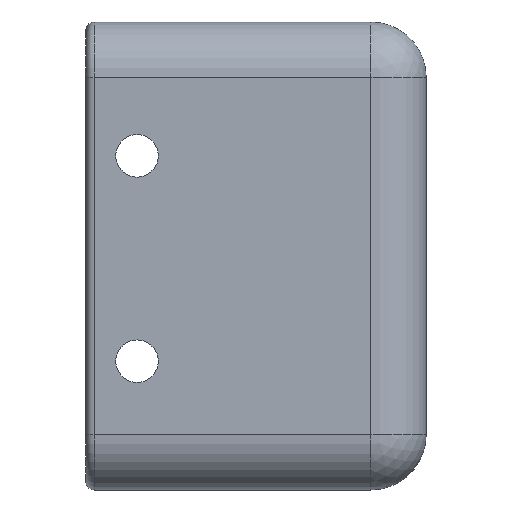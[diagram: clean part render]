
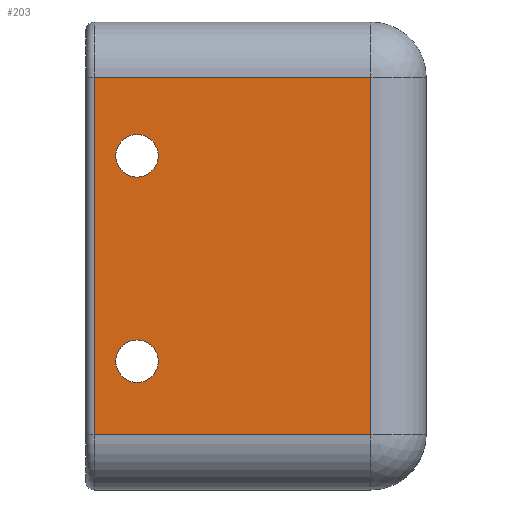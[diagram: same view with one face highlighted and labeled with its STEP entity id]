
A CAD part, left-side view. The second image highlights one B-rep face of the part: STEP entity #203.
In plain terms, the highlighted planar face has unit normal (-1, 0, 0).
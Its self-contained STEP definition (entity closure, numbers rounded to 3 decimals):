
#133 = CYLINDRICAL_SURFACE('',#134,2.5);
#134 = AXIS2_PLACEMENT_3D('',#135,#136,#137);
#135 = CARTESIAN_POINT('',(-58.985,33.983,
    -12.371));
#136 = DIRECTION('',(1.,0.,0.));
#137 = DIRECTION('',(0.,0.,-1.));
#149 = VERTEX_POINT('',#150);
#150 = CARTESIAN_POINT('',(-17.5,33.983,-9.871));
#171 = EDGE_CURVE('',#149,#149,#172,.T.);
#172 = SURFACE_CURVE('',#173,(#178,#185),.PCURVE_S1.);
#173 = CIRCLE('',#174,2.5);
#174 = AXIS2_PLACEMENT_3D('',#175,#176,#177);
#175 = CARTESIAN_POINT('',(-17.5,33.983,-12.371));
#176 = DIRECTION('',(1.,0.,0.));
#177 = DIRECTION('',(0.,0.,-1.));
#178 = PCURVE('',#133,#179);
#179 = DEFINITIONAL_REPRESENTATION('',(#180),#184);
#180 = LINE('',#181,#182);
#181 = CARTESIAN_POINT('',(0.,41.485));
#182 = VECTOR('',#183,1.);
#183 = DIRECTION('',(1.,0.));
#184 = ( GEOMETRIC_REPRESENTATION_CONTEXT(2) 
PARAMETRIC_REPRESENTATION_CONTEXT() REPRESENTATION_CONTEXT('2D SPACE',''
  ) );
#185 = PCURVE('',#186,#191);
#186 = PLANE('',#187);
#187 = AXIS2_PLACEMENT_3D('',#188,#189,#190);
#188 = CARTESIAN_POINT('',(-17.5,0.,-27.5));
#189 = DIRECTION('',(-1.,0.,0.));
#190 = DIRECTION('',(0.,0.,1.));
#191 = DEFINITIONAL_REPRESENTATION('',(#192),#200);
#192 = ( BOUNDED_CURVE() B_SPLINE_CURVE(2,(#193,#194,#195,#196,#197,#198
,#199),.UNSPECIFIED.,.T.,.F.) B_SPLINE_CURVE_WITH_KNOTS((1,2,2,2,2,1),(
    -2.094,0.,2.094,4.189,6.283,
8.378),.UNSPECIFIED.) CURVE() GEOMETRIC_REPRESENTATION_ITEM() 
RATIONAL_B_SPLINE_CURVE((1.,0.5,1.,0.5,1.,0.5,1.)) REPRESENTATION_ITEM(
  '') );
#193 = CARTESIAN_POINT('',(12.629,33.983));
#194 = CARTESIAN_POINT('',(12.629,38.314));
#195 = CARTESIAN_POINT('',(16.379,36.149));
#196 = CARTESIAN_POINT('',(20.129,33.983));
#197 = CARTESIAN_POINT('',(16.379,31.818));
#198 = CARTESIAN_POINT('',(12.629,29.653));
#199 = CARTESIAN_POINT('',(12.629,33.983));
#200 = ( GEOMETRIC_REPRESENTATION_CONTEXT(2) 
PARAMETRIC_REPRESENTATION_CONTEXT() REPRESENTATION_CONTEXT('2D SPACE',''
  ) );
#203 = ADVANCED_FACE('',(#204,#318,#353),#186,.T.);
#204 = FACE_BOUND('',#205,.T.);
#205 = EDGE_LOOP('',(#206,#236,#264,#292));
#206 = ORIENTED_EDGE('',*,*,#207,.F.);
#207 = EDGE_CURVE('',#208,#210,#212,.T.);
#208 = VERTEX_POINT('',#209);
#209 = CARTESIAN_POINT('',(-17.5,39.,-21.));
#210 = VERTEX_POINT('',#211);
#211 = CARTESIAN_POINT('',(-17.5,39.,21.));
#212 = SURFACE_CURVE('',#213,(#217,#224),.PCURVE_S1.);
#213 = LINE('',#214,#215);
#214 = CARTESIAN_POINT('',(-17.5,39.,-13.75));
#215 = VECTOR('',#216,1.);
#216 = DIRECTION('',(0.,0.,1.));
#217 = PCURVE('',#186,#218);
#218 = DEFINITIONAL_REPRESENTATION('',(#219),#223);
#219 = LINE('',#220,#221);
#220 = CARTESIAN_POINT('',(13.75,39.));
#221 = VECTOR('',#222,1.);
#222 = DIRECTION('',(1.,0.));
#223 = ( GEOMETRIC_REPRESENTATION_CONTEXT(2) 
PARAMETRIC_REPRESENTATION_CONTEXT() REPRESENTATION_CONTEXT('2D SPACE',''
  ) );
#224 = PCURVE('',#225,#230);
#225 = CYLINDRICAL_SURFACE('',#226,1.);
#226 = AXIS2_PLACEMENT_3D('',#227,#228,#229);
#227 = CARTESIAN_POINT('',(-16.5,39.,-13.75));
#228 = DIRECTION('',(0.,0.,1.));
#229 = DIRECTION('',(-0.707,0.707,0.));
#230 = DEFINITIONAL_REPRESENTATION('',(#231),#235);
#231 = LINE('',#232,#233);
#232 = CARTESIAN_POINT('',(0.785,0.));
#233 = VECTOR('',#234,1.);
#234 = DIRECTION('',(0.,1.));
#235 = ( GEOMETRIC_REPRESENTATION_CONTEXT(2) 
PARAMETRIC_REPRESENTATION_CONTEXT() REPRESENTATION_CONTEXT('2D SPACE',''
  ) );
#236 = ORIENTED_EDGE('',*,*,#237,.F.);
#237 = EDGE_CURVE('',#238,#208,#240,.T.);
#238 = VERTEX_POINT('',#239);
#239 = CARTESIAN_POINT('',(-17.5,6.5,-21.));
#240 = SURFACE_CURVE('',#241,(#245,#252),.PCURVE_S1.);
#241 = LINE('',#242,#243);
#242 = CARTESIAN_POINT('',(-17.5,0.,-21.));
#243 = VECTOR('',#244,1.);
#244 = DIRECTION('',(0.,1.,0.));
#245 = PCURVE('',#186,#246);
#246 = DEFINITIONAL_REPRESENTATION('',(#247),#251);
#247 = LINE('',#248,#249);
#248 = CARTESIAN_POINT('',(6.5,0.));
#249 = VECTOR('',#250,1.);
#250 = DIRECTION('',(0.,1.));
#251 = ( GEOMETRIC_REPRESENTATION_CONTEXT(2) 
PARAMETRIC_REPRESENTATION_CONTEXT() REPRESENTATION_CONTEXT('2D SPACE',''
  ) );
#252 = PCURVE('',#253,#258);
#253 = CYLINDRICAL_SURFACE('',#254,6.5);
#254 = AXIS2_PLACEMENT_3D('',#255,#256,#257);
#255 = CARTESIAN_POINT('',(-11.,0.,-21.));
#256 = DIRECTION('',(0.,1.,0.));
#257 = DIRECTION('',(-0.707,0.,-0.707));
#258 = DEFINITIONAL_REPRESENTATION('',(#259),#263);
#259 = LINE('',#260,#261);
#260 = CARTESIAN_POINT('',(0.785,0.));
#261 = VECTOR('',#262,1.);
#262 = DIRECTION('',(0.,1.));
#263 = ( GEOMETRIC_REPRESENTATION_CONTEXT(2) 
PARAMETRIC_REPRESENTATION_CONTEXT() REPRESENTATION_CONTEXT('2D SPACE',''
  ) );
#264 = ORIENTED_EDGE('',*,*,#265,.F.);
#265 = EDGE_CURVE('',#266,#238,#268,.T.);
#266 = VERTEX_POINT('',#267);
#267 = CARTESIAN_POINT('',(-17.5,6.5,21.));
#268 = SURFACE_CURVE('',#269,(#273,#280),.PCURVE_S1.);
#269 = LINE('',#270,#271);
#270 = CARTESIAN_POINT('',(-17.5,6.5,-13.75));
#271 = VECTOR('',#272,1.);
#272 = DIRECTION('',(0.,0.,-1.));
#273 = PCURVE('',#186,#274);
#274 = DEFINITIONAL_REPRESENTATION('',(#275),#279);
#275 = LINE('',#276,#277);
#276 = CARTESIAN_POINT('',(13.75,6.5));
#277 = VECTOR('',#278,1.);
#278 = DIRECTION('',(-1.,0.));
#279 = ( GEOMETRIC_REPRESENTATION_CONTEXT(2) 
PARAMETRIC_REPRESENTATION_CONTEXT() REPRESENTATION_CONTEXT('2D SPACE',''
  ) );
#280 = PCURVE('',#281,#286);
#281 = CYLINDRICAL_SURFACE('',#282,6.5);
#282 = AXIS2_PLACEMENT_3D('',#283,#284,#285);
#283 = CARTESIAN_POINT('',(-11.,6.5,-13.75));
#284 = DIRECTION('',(0.,0.,1.));
#285 = DIRECTION('',(-0.707,-0.707,0.));
#286 = DEFINITIONAL_REPRESENTATION('',(#287),#291);
#287 = LINE('',#288,#289);
#288 = CARTESIAN_POINT('',(5.498,0.));
#289 = VECTOR('',#290,1.);
#290 = DIRECTION('',(0.,-1.));
#291 = ( GEOMETRIC_REPRESENTATION_CONTEXT(2) 
PARAMETRIC_REPRESENTATION_CONTEXT() REPRESENTATION_CONTEXT('2D SPACE',''
  ) );
#292 = ORIENTED_EDGE('',*,*,#293,.F.);
#293 = EDGE_CURVE('',#210,#266,#294,.T.);
#294 = SURFACE_CURVE('',#295,(#299,#306),.PCURVE_S1.);
#295 = LINE('',#296,#297);
#296 = CARTESIAN_POINT('',(-17.5,0.,21.));
#297 = VECTOR('',#298,1.);
#298 = DIRECTION('',(0.,-1.,0.));
#299 = PCURVE('',#186,#300);
#300 = DEFINITIONAL_REPRESENTATION('',(#301),#305);
#301 = LINE('',#302,#303);
#302 = CARTESIAN_POINT('',(48.5,0.));
#303 = VECTOR('',#304,1.);
#304 = DIRECTION('',(0.,-1.));
#305 = ( GEOMETRIC_REPRESENTATION_CONTEXT(2) 
PARAMETRIC_REPRESENTATION_CONTEXT() REPRESENTATION_CONTEXT('2D SPACE',''
  ) );
#306 = PCURVE('',#307,#312);
#307 = CYLINDRICAL_SURFACE('',#308,6.5);
#308 = AXIS2_PLACEMENT_3D('',#309,#310,#311);
#309 = CARTESIAN_POINT('',(-11.,0.,21.));
#310 = DIRECTION('',(0.,1.,0.));
#311 = DIRECTION('',(-0.707,0.,0.707));
#312 = DEFINITIONAL_REPRESENTATION('',(#313),#317);
#313 = LINE('',#314,#315);
#314 = CARTESIAN_POINT('',(5.498,0.));
#315 = VECTOR('',#316,1.);
#316 = DIRECTION('',(0.,-1.));
#317 = ( GEOMETRIC_REPRESENTATION_CONTEXT(2) 
PARAMETRIC_REPRESENTATION_CONTEXT() REPRESENTATION_CONTEXT('2D SPACE',''
  ) );
#318 = FACE_BOUND('',#319,.T.);
#319 = EDGE_LOOP('',(#320));
#320 = ORIENTED_EDGE('',*,*,#321,.T.);
#321 = EDGE_CURVE('',#322,#322,#324,.T.);
#322 = VERTEX_POINT('',#323);
#323 = CARTESIAN_POINT('',(-17.5,33.983,14.271));
#324 = SURFACE_CURVE('',#325,(#330,#341),.PCURVE_S1.);
#325 = CIRCLE('',#326,2.5);
#326 = AXIS2_PLACEMENT_3D('',#327,#328,#329);
#327 = CARTESIAN_POINT('',(-17.5,33.983,11.771));
#328 = DIRECTION('',(1.,0.,0.));
#329 = DIRECTION('',(0.,0.,-1.));
#330 = PCURVE('',#186,#331);
#331 = DEFINITIONAL_REPRESENTATION('',(#332),#340);
#332 = ( BOUNDED_CURVE() B_SPLINE_CURVE(2,(#333,#334,#335,#336,#337,#338
,#339),.UNSPECIFIED.,.T.,.F.) B_SPLINE_CURVE_WITH_KNOTS((1,2,2,2,2,1),(
    -2.094,0.,2.094,4.189,6.283,
8.378),.UNSPECIFIED.) CURVE() GEOMETRIC_REPRESENTATION_ITEM() 
RATIONAL_B_SPLINE_CURVE((1.,0.5,1.,0.5,1.,0.5,1.)) REPRESENTATION_ITEM(
  '') );
#333 = CARTESIAN_POINT('',(36.771,33.983));
#334 = CARTESIAN_POINT('',(36.771,38.314));
#335 = CARTESIAN_POINT('',(40.521,36.149));
#336 = CARTESIAN_POINT('',(44.271,33.983));
#337 = CARTESIAN_POINT('',(40.521,31.818));
#338 = CARTESIAN_POINT('',(36.771,29.653));
#339 = CARTESIAN_POINT('',(36.771,33.983));
#340 = ( GEOMETRIC_REPRESENTATION_CONTEXT(2) 
PARAMETRIC_REPRESENTATION_CONTEXT() REPRESENTATION_CONTEXT('2D SPACE',''
  ) );
#341 = PCURVE('',#342,#347);
#342 = CYLINDRICAL_SURFACE('',#343,2.5);
#343 = AXIS2_PLACEMENT_3D('',#344,#345,#346);
#344 = CARTESIAN_POINT('',(-58.985,33.983,
    11.771));
#345 = DIRECTION('',(1.,0.,0.));
#346 = DIRECTION('',(0.,0.,-1.));
#347 = DEFINITIONAL_REPRESENTATION('',(#348),#352);
#348 = LINE('',#349,#350);
#349 = CARTESIAN_POINT('',(0.,41.485));
#350 = VECTOR('',#351,1.);
#351 = DIRECTION('',(1.,0.));
#352 = ( GEOMETRIC_REPRESENTATION_CONTEXT(2) 
PARAMETRIC_REPRESENTATION_CONTEXT() REPRESENTATION_CONTEXT('2D SPACE',''
  ) );
#353 = FACE_BOUND('',#354,.T.);
#354 = EDGE_LOOP('',(#355));
#355 = ORIENTED_EDGE('',*,*,#171,.T.);
